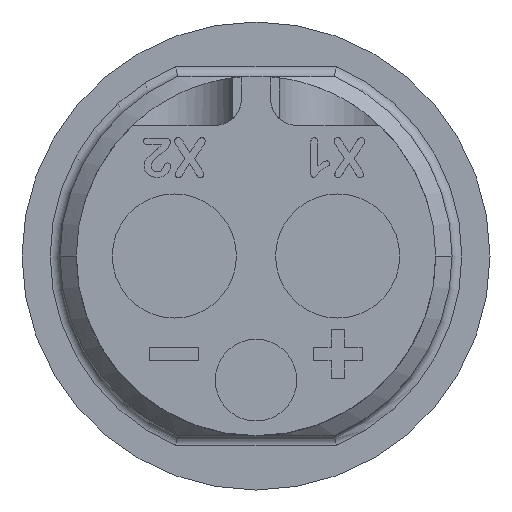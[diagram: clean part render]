
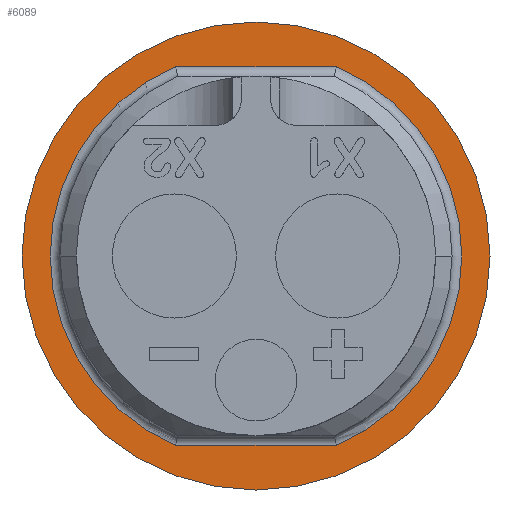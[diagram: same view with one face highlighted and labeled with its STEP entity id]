
A CAD part, front view. The second image highlights one B-rep face of the part: STEP entity #6089.
In plain terms, the highlighted planar face has unit normal (0, -1, 0).
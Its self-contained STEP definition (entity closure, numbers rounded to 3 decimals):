
#100=CARTESIAN_POINT('',(0.,30.,0.));
#101=DIRECTION('',(0.,-1.,0.));
#102=DIRECTION('',(-1.,0.,0.));
#103=AXIS2_PLACEMENT_3D('',#100,#101,#102);
#105=CARTESIAN_POINT('',(0.,30.,0.));
#106=DIRECTION('',(0.,1.,0.));
#107=DIRECTION('',(-1.,0.,0.));
#108=AXIS2_PLACEMENT_3D('',#105,#106,#107);
#110=DIRECTION('',(-1.,0.,0.));
#111=VECTOR('',#110,4.919);
#112=CARTESIAN_POINT('',(2.46,30.,5.8));
#113=LINE('',#112,#111);
#114=DIRECTION('',(-1.,0.,0.));
#115=VECTOR('',#114,4.919);
#116=CARTESIAN_POINT('',(2.46,30.,-5.8));
#117=LINE('',#116,#115);
#118=CARTESIAN_POINT('',(0.,30.,0.));
#119=DIRECTION('',(0.,1.,0.));
#120=DIRECTION('',(0.39,0.,0.921));
#121=AXIS2_PLACEMENT_3D('',#118,#119,#120);
#209=CARTESIAN_POINT('',(0.,30.,0.));
#210=DIRECTION('',(0.,1.,0.));
#211=DIRECTION('',(-0.39,0.,-0.921));
#212=AXIS2_PLACEMENT_3D('',#209,#210,#211);
#239=CARTESIAN_POINT('',(2.46,30.,5.8));
#4804=CARTESIAN_POINT('',(-7.163,30.,0.));
#4805=CARTESIAN_POINT('',(7.163,30.,0.));
#4806=VERTEX_POINT('',#4804);
#4807=VERTEX_POINT('',#4805);
#4952=VERTEX_POINT('',#239);
#4953=CARTESIAN_POINT('',(2.46,30.,-5.8));
#4954=VERTEX_POINT('',#4953);
#4955=CARTESIAN_POINT('',(-2.46,30.,-5.8));
#4956=CARTESIAN_POINT('',(-2.46,30.,5.8));
#4957=VERTEX_POINT('',#4955);
#4958=VERTEX_POINT('',#4956);
#6070=CARTESIAN_POINT('',(0.,30.,0.));
#6071=DIRECTION('',(0.,1.,0.));
#6072=DIRECTION('',(1.,0.,0.));
#6073=AXIS2_PLACEMENT_3D('',#6070,#6071,#6072);
#6074=PLANE('',#6073);
#6075=ORIENTED_EDGE('',*,*,#6016,.F.);
#6076=ORIENTED_EDGE('',*,*,#6038,.T.);
#6077=EDGE_LOOP('',(#6075,#6076));
#6078=FACE_OUTER_BOUND('',#6077,.F.);
#6080=ORIENTED_EDGE('',*,*,#6079,.F.);
#6082=ORIENTED_EDGE('',*,*,#6081,.T.);
#6084=ORIENTED_EDGE('',*,*,#6083,.F.);
#6086=ORIENTED_EDGE('',*,*,#6085,.F.);
#6087=EDGE_LOOP('',(#6080,#6082,#6084,#6086));
#6088=FACE_BOUND('',#6087,.F.);
#104=CIRCLE('',#103,7.163);
#109=CIRCLE('',#108,7.163);
#122=CIRCLE('',#121,6.3);
#213=CIRCLE('',#212,6.3);
#6016=EDGE_CURVE('',#4806,#4807,#104,.T.);
#6038=EDGE_CURVE('',#4806,#4807,#109,.T.);
#6079=EDGE_CURVE('',#4952,#4954,#122,.T.);
#6081=EDGE_CURVE('',#4952,#4958,#113,.T.);
#6083=EDGE_CURVE('',#4957,#4958,#213,.T.);
#6085=EDGE_CURVE('',#4954,#4957,#117,.T.);
#6089=ADVANCED_FACE('',(#6078,#6088),#6074,.F.);
